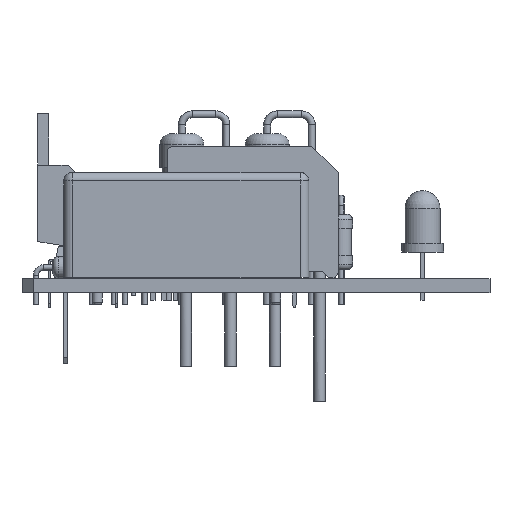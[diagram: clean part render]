
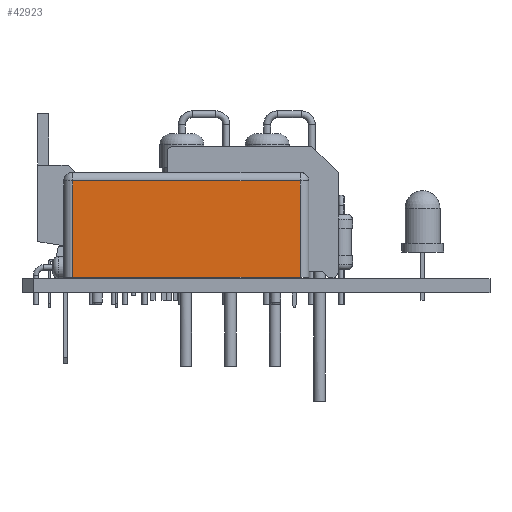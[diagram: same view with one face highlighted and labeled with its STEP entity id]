
A CAD part, front view. The second image highlights one B-rep face of the part: STEP entity #42923.
In plain terms, the highlighted face is planar.
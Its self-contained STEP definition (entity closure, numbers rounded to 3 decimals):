
#42128 = PLANE('',#42129);
#42129 = AXIS2_PLACEMENT_3D('',#42130,#42131,#42132);
#42130 = CARTESIAN_POINT('',(10.16,5.715,0.1));
#42131 = DIRECTION('',(0.,0.,-1.));
#42132 = DIRECTION('',(0.,-1.,0.));
#42393 = VERTEX_POINT('',#42394);
#42394 = CARTESIAN_POINT('',(-2.81,14.61,0.1));
#42413 = CYLINDRICAL_SURFACE('',#42414,1.);
#42414 = AXIS2_PLACEMENT_3D('',#42415,#42416,#42417);
#42415 = CARTESIAN_POINT('',(-2.81,13.61,0.1));
#42416 = DIRECTION('',(0.,0.,1.));
#42417 = DIRECTION('',(0.,1.,0.));
#42425 = EDGE_CURVE('',#42393,#42426,#42428,.T.);
#42426 = VERTEX_POINT('',#42427);
#42427 = CARTESIAN_POINT('',(23.13,14.61,0.1));
#42428 = SURFACE_CURVE('',#42429,(#42433,#42440),.PCURVE_S1.);
#42429 = LINE('',#42430,#42431);
#42430 = CARTESIAN_POINT('',(-3.81,14.61,0.1));
#42431 = VECTOR('',#42432,1.);
#42432 = DIRECTION('',(1.,0.,0.));
#42433 = PCURVE('',#42128,#42434);
#42434 = DEFINITIONAL_REPRESENTATION('',(#42435),#42439);
#42435 = LINE('',#42436,#42437);
#42436 = CARTESIAN_POINT('',(-8.895,13.97));
#42437 = VECTOR('',#42438,1.);
#42438 = DIRECTION('',(0.,-1.));
#42439 = ( GEOMETRIC_REPRESENTATION_CONTEXT(2) 
PARAMETRIC_REPRESENTATION_CONTEXT() REPRESENTATION_CONTEXT('2D SPACE',''
  ) );
#42440 = PCURVE('',#42441,#42446);
#42441 = PLANE('',#42442);
#42442 = AXIS2_PLACEMENT_3D('',#42443,#42444,#42445);
#42443 = CARTESIAN_POINT('',(-3.81,14.61,0.1));
#42444 = DIRECTION('',(0.,1.,0.));
#42445 = DIRECTION('',(1.,0.,0.));
#42446 = DEFINITIONAL_REPRESENTATION('',(#42447),#42451);
#42447 = LINE('',#42448,#42449);
#42448 = CARTESIAN_POINT('',(0.,0.));
#42449 = VECTOR('',#42450,1.);
#42450 = DIRECTION('',(1.,0.));
#42451 = ( GEOMETRIC_REPRESENTATION_CONTEXT(2) 
PARAMETRIC_REPRESENTATION_CONTEXT() REPRESENTATION_CONTEXT('2D SPACE',''
  ) );
#42470 = CYLINDRICAL_SURFACE('',#42471,1.);
#42471 = AXIS2_PLACEMENT_3D('',#42472,#42473,#42474);
#42472 = CARTESIAN_POINT('',(23.13,13.61,0.1));
#42473 = DIRECTION('',(0.,0.,1.));
#42474 = DIRECTION('',(0.,1.,0.));
#42704 = CYLINDRICAL_SURFACE('',#42705,1.);
#42705 = AXIS2_PLACEMENT_3D('',#42706,#42707,#42708);
#42706 = CARTESIAN_POINT('',(-2.81,13.61,11.1));
#42707 = DIRECTION('',(1.,0.,0.));
#42708 = DIRECTION('',(0.,1.,0.));
#42818 = VERTEX_POINT('',#42819);
#42819 = CARTESIAN_POINT('',(23.13,14.61,11.1));
#42848 = EDGE_CURVE('',#42426,#42818,#42849,.T.);
#42849 = SURFACE_CURVE('',#42850,(#42854,#42861),.PCURVE_S1.);
#42850 = LINE('',#42851,#42852);
#42851 = CARTESIAN_POINT('',(23.13,14.61,0.1));
#42852 = VECTOR('',#42853,1.);
#42853 = DIRECTION('',(0.,0.,1.));
#42854 = PCURVE('',#42470,#42855);
#42855 = DEFINITIONAL_REPRESENTATION('',(#42856),#42860);
#42856 = LINE('',#42857,#42858);
#42857 = CARTESIAN_POINT('',(6.283,0.));
#42858 = VECTOR('',#42859,1.);
#42859 = DIRECTION('',(0.,1.));
#42860 = ( GEOMETRIC_REPRESENTATION_CONTEXT(2) 
PARAMETRIC_REPRESENTATION_CONTEXT() REPRESENTATION_CONTEXT('2D SPACE',''
  ) );
#42861 = PCURVE('',#42441,#42862);
#42862 = DEFINITIONAL_REPRESENTATION('',(#42863),#42867);
#42863 = LINE('',#42864,#42865);
#42864 = CARTESIAN_POINT('',(26.94,0.));
#42865 = VECTOR('',#42866,1.);
#42866 = DIRECTION('',(0.,-1.));
#42867 = ( GEOMETRIC_REPRESENTATION_CONTEXT(2) 
PARAMETRIC_REPRESENTATION_CONTEXT() REPRESENTATION_CONTEXT('2D SPACE',''
  ) );
#42872 = EDGE_CURVE('',#42393,#42873,#42875,.T.);
#42873 = VERTEX_POINT('',#42874);
#42874 = CARTESIAN_POINT('',(-2.81,14.61,11.1));
#42875 = SURFACE_CURVE('',#42876,(#42880,#42887),.PCURVE_S1.);
#42876 = LINE('',#42877,#42878);
#42877 = CARTESIAN_POINT('',(-2.81,14.61,0.1));
#42878 = VECTOR('',#42879,1.);
#42879 = DIRECTION('',(0.,0.,1.));
#42880 = PCURVE('',#42413,#42881);
#42881 = DEFINITIONAL_REPRESENTATION('',(#42882),#42886);
#42882 = LINE('',#42883,#42884);
#42883 = CARTESIAN_POINT('',(0.,0.));
#42884 = VECTOR('',#42885,1.);
#42885 = DIRECTION('',(0.,1.));
#42886 = ( GEOMETRIC_REPRESENTATION_CONTEXT(2) 
PARAMETRIC_REPRESENTATION_CONTEXT() REPRESENTATION_CONTEXT('2D SPACE',''
  ) );
#42887 = PCURVE('',#42441,#42888);
#42888 = DEFINITIONAL_REPRESENTATION('',(#42889),#42893);
#42889 = LINE('',#42890,#42891);
#42890 = CARTESIAN_POINT('',(1.,0.));
#42891 = VECTOR('',#42892,1.);
#42892 = DIRECTION('',(0.,-1.));
#42893 = ( GEOMETRIC_REPRESENTATION_CONTEXT(2) 
PARAMETRIC_REPRESENTATION_CONTEXT() REPRESENTATION_CONTEXT('2D SPACE',''
  ) );
#42923 = ADVANCED_FACE('',(#42924),#42441,.T.);
#42924 = FACE_BOUND('',#42925,.T.);
#42925 = EDGE_LOOP('',(#42926,#42927,#42928,#42929));
#42926 = ORIENTED_EDGE('',*,*,#42848,.F.);
#42927 = ORIENTED_EDGE('',*,*,#42425,.F.);
#42928 = ORIENTED_EDGE('',*,*,#42872,.T.);
#42929 = ORIENTED_EDGE('',*,*,#42930,.T.);
#42930 = EDGE_CURVE('',#42873,#42818,#42931,.T.);
#42931 = SURFACE_CURVE('',#42932,(#42936,#42943),.PCURVE_S1.);
#42932 = LINE('',#42933,#42934);
#42933 = CARTESIAN_POINT('',(-2.81,14.61,11.1));
#42934 = VECTOR('',#42935,1.);
#42935 = DIRECTION('',(1.,0.,0.));
#42936 = PCURVE('',#42441,#42937);
#42937 = DEFINITIONAL_REPRESENTATION('',(#42938),#42942);
#42938 = LINE('',#42939,#42940);
#42939 = CARTESIAN_POINT('',(1.,-11.));
#42940 = VECTOR('',#42941,1.);
#42941 = DIRECTION('',(1.,0.));
#42942 = ( GEOMETRIC_REPRESENTATION_CONTEXT(2) 
PARAMETRIC_REPRESENTATION_CONTEXT() REPRESENTATION_CONTEXT('2D SPACE',''
  ) );
#42943 = PCURVE('',#42704,#42944);
#42944 = DEFINITIONAL_REPRESENTATION('',(#42945),#42949);
#42945 = LINE('',#42946,#42947);
#42946 = CARTESIAN_POINT('',(0.,0.));
#42947 = VECTOR('',#42948,1.);
#42948 = DIRECTION('',(0.,1.));
#42949 = ( GEOMETRIC_REPRESENTATION_CONTEXT(2) 
PARAMETRIC_REPRESENTATION_CONTEXT() REPRESENTATION_CONTEXT('2D SPACE',''
  ) );
